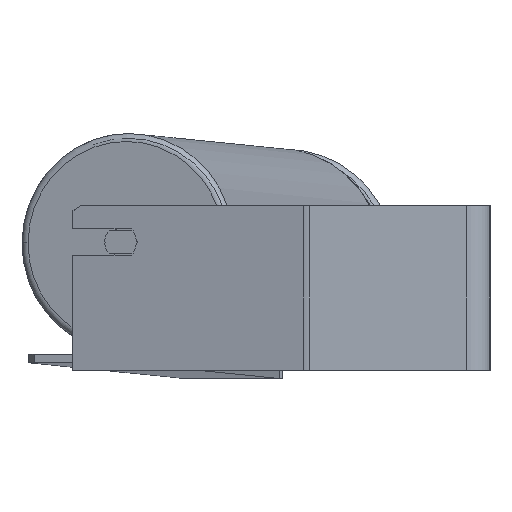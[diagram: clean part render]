
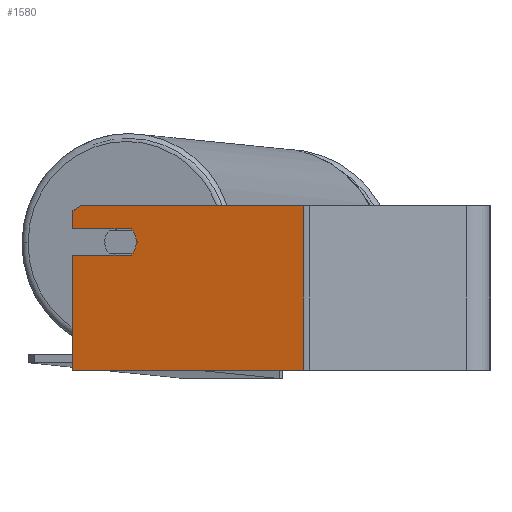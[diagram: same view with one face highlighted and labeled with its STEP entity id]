
A CAD part, left-side view. The second image highlights one B-rep face of the part: STEP entity #1580.
In plain terms, the highlighted planar face has unit normal (-0.966, 0.259, 0).
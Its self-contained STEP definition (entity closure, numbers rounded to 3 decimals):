
#82 = FACE_OUTER_BOUND ( 'NONE', #3117, .T. ) ;
#145 = VERTEX_POINT ( 'NONE', #1048 ) ;
#214 = CARTESIAN_POINT ( 'NONE',  ( -568.212, 249.002, 50. ) ) ;
#403 = EDGE_CURVE ( 'NONE', #8429, #145, #3628, .T. ) ;
#546 = VECTOR ( 'NONE', #1211, 1000. ) ;
#621 = EDGE_CURVE ( 'NONE', #2329, #8429, #6549, .T. ) ;
#674 = ORIENTED_EDGE ( 'NONE', *, *, #7189, .F. ) ;
#865 = AXIS2_PLACEMENT_3D ( 'NONE', #2492, #8627, #3039 ) ;
#886 = CARTESIAN_POINT ( 'NONE',  ( -566.918, 253.832, 47.113 ) ) ;
#1048 = CARTESIAN_POINT ( 'NONE',  ( -576.236, 219.058, 36. ) ) ;
#1127 = VERTEX_POINT ( 'NONE', #8795 ) ;
#1138 = VECTOR ( 'NONE', #8079, 1000. ) ;
#1184 = ORIENTED_EDGE ( 'NONE', *, *, #8362, .T. ) ;
#1211 = DIRECTION ( 'NONE',  ( 0.259, 0.966, 0. ) ) ;
#1325 = ORIENTED_EDGE ( 'NONE', *, *, #6388, .F. ) ;
#1471 = DIRECTION ( 'NONE',  ( 0.259, 0.966, 0. ) ) ;
#1580 = ADVANCED_FACE ( 'NONE', ( #82 ), #5646, .F. ) ;
#1639 = ORIENTED_EDGE ( 'NONE', *, *, #8376, .T. ) ;
#1987 = CARTESIAN_POINT ( 'NONE',  ( -576.236, 219.058, 20. ) ) ;
#2028 = AXIS2_PLACEMENT_3D ( 'NONE', #4275, #6983, #4909 ) ;
#2046 = AXIS2_PLACEMENT_3D ( 'NONE', #2099, #6940, #1471 ) ;
#2099 = CARTESIAN_POINT ( 'NONE',  ( -566.918, 253.832, 50. ) ) ;
#2117 = LINE ( 'NONE', #6309, #3876 ) ;
#2150 = VECTOR ( 'NONE', #7898, 1000. ) ;
#2329 = VERTEX_POINT ( 'NONE', #5703 ) ;
#2428 = CARTESIAN_POINT ( 'NONE',  ( -604.523, 113.488, 50. ) ) ;
#2492 = CARTESIAN_POINT ( 'NONE',  ( -574.683, 224.854, 28. ) ) ;
#2855 = VERTEX_POINT ( 'NONE', #7083 ) ;
#3039 = DIRECTION ( 'NONE',  ( -0.259, -0.966, 0. ) ) ;
#3116 = DIRECTION ( 'NONE',  ( 0., 0., -1. ) ) ;
#3117 = EDGE_LOOP ( 'NONE', ( #8047, #7305, #1184, #1325, #5305, #5363, #674, #6395, #1639, #7522 ) ) ;
#3606 = VERTEX_POINT ( 'NONE', #5749 ) ;
#3628 = CIRCLE ( 'NONE', #2028, 10. ) ;
#3652 = EDGE_CURVE ( 'NONE', #2855, #7163, #8694, .T. ) ;
#3685 = VECTOR ( 'NONE', #4397, 1000. ) ;
#3846 = LINE ( 'NONE', #4619, #7247 ) ;
#3866 = CARTESIAN_POINT ( 'NONE',  ( -566.918, 253.832, -50. ) ) ;
#3876 = VECTOR ( 'NONE', #4216, 1000. ) ;
#4216 = DIRECTION ( 'NONE',  ( -0.259, -0.966, 0. ) ) ;
#4275 = CARTESIAN_POINT ( 'NONE',  ( -574.683, 224.854, 28. ) ) ;
#4397 = DIRECTION ( 'NONE',  ( 0., 0., -1. ) ) ;
#4414 = CARTESIAN_POINT ( 'NONE',  ( -566.918, 253.832, 20. ) ) ;
#4472 = VECTOR ( 'NONE', #4908, 1000. ) ;
#4552 = LINE ( 'NONE', #3866, #1138 ) ;
#4619 = CARTESIAN_POINT ( 'NONE',  ( -566.918, 253.832, 50. ) ) ;
#4908 = DIRECTION ( 'NONE',  ( 0.224, 0.837, -0.5 ) ) ;
#4909 = DIRECTION ( 'NONE',  ( -0.259, -0.966, 0. ) ) ;
#4942 = EDGE_CURVE ( 'NONE', #8353, #2855, #2117, .T. ) ;
#5046 = LINE ( 'NONE', #5722, #4472 ) ;
#5272 = CARTESIAN_POINT ( 'NONE',  ( -577.271, 215.195, 28. ) ) ;
#5305 = ORIENTED_EDGE ( 'NONE', *, *, #403, .F. ) ;
#5348 = CARTESIAN_POINT ( 'NONE',  ( -576.236, 219.058, 36. ) ) ;
#5363 = ORIENTED_EDGE ( 'NONE', *, *, #621, .F. ) ;
#5646 = PLANE ( 'NONE',  #2046 ) ;
#5703 = CARTESIAN_POINT ( 'NONE',  ( -576.236, 219.058, 20. ) ) ;
#5722 = CARTESIAN_POINT ( 'NONE',  ( -566.918, 253.832, 47.113 ) ) ;
#5749 = CARTESIAN_POINT ( 'NONE',  ( -566.918, 253.832, -50. ) ) ;
#5767 = EDGE_CURVE ( 'NONE', #8353, #6304, #5046, .T. ) ;
#5775 = LINE ( 'NONE', #8588, #2150 ) ;
#5906 = CARTESIAN_POINT ( 'NONE',  ( -604.523, 113.488, -50. ) ) ;
#6304 = VERTEX_POINT ( 'NONE', #886 ) ;
#6309 = CARTESIAN_POINT ( 'NONE',  ( -566.918, 253.832, 50. ) ) ;
#6388 = EDGE_CURVE ( 'NONE', #145, #1127, #7552, .T. ) ;
#6395 = ORIENTED_EDGE ( 'NONE', *, *, #7962, .T. ) ;
#6549 = CIRCLE ( 'NONE', #865, 10. ) ;
#6740 = LINE ( 'NONE', #1987, #7388 ) ;
#6940 = DIRECTION ( 'NONE',  ( 0.966, -0.259, 0. ) ) ;
#6983 = DIRECTION ( 'NONE',  ( -0.966, 0.259, 0. ) ) ;
#7022 = VERTEX_POINT ( 'NONE', #4414 ) ;
#7083 = CARTESIAN_POINT ( 'NONE',  ( -604.523, 113.488, 50. ) ) ;
#7163 = VERTEX_POINT ( 'NONE', #5906 ) ;
#7189 = EDGE_CURVE ( 'NONE', #7022, #2329, #6740, .T. ) ;
#7247 = VECTOR ( 'NONE', #3116, 1000. ) ;
#7305 = ORIENTED_EDGE ( 'NONE', *, *, #5767, .T. ) ;
#7388 = VECTOR ( 'NONE', #8214, 1000. ) ;
#7522 = ORIENTED_EDGE ( 'NONE', *, *, #3652, .F. ) ;
#7552 = LINE ( 'NONE', #5348, #546 ) ;
#7898 = DIRECTION ( 'NONE',  ( 0., 0., -1. ) ) ;
#7962 = EDGE_CURVE ( 'NONE', #7022, #3606, #3846, .T. ) ;
#8047 = ORIENTED_EDGE ( 'NONE', *, *, #4942, .F. ) ;
#8079 = DIRECTION ( 'NONE',  ( -0.259, -0.966, 0. ) ) ;
#8214 = DIRECTION ( 'NONE',  ( -0.259, -0.966, 0. ) ) ;
#8353 = VERTEX_POINT ( 'NONE', #214 ) ;
#8362 = EDGE_CURVE ( 'NONE', #6304, #1127, #5775, .T. ) ;
#8376 = EDGE_CURVE ( 'NONE', #3606, #7163, #4552, .T. ) ;
#8429 = VERTEX_POINT ( 'NONE', #5272 ) ;
#8588 = CARTESIAN_POINT ( 'NONE',  ( -566.918, 253.832, 50. ) ) ;
#8627 = DIRECTION ( 'NONE',  ( -0.966, 0.259, 0. ) ) ;
#8694 = LINE ( 'NONE', #2428, #3685 ) ;
#8795 = CARTESIAN_POINT ( 'NONE',  ( -566.918, 253.832, 36. ) ) ;
